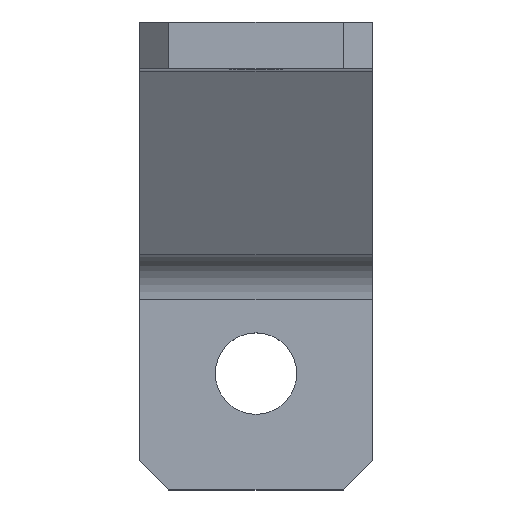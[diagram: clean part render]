
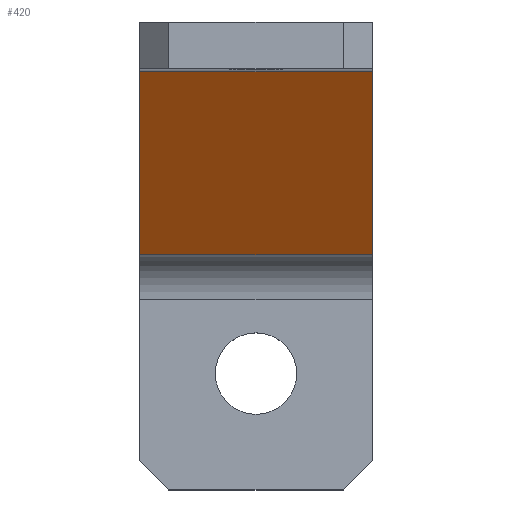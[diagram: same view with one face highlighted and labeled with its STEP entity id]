
A CAD part, top view. The second image highlights one B-rep face of the part: STEP entity #420.
In plain terms, the highlighted planar face has unit normal (0, -0.966, 0.259).
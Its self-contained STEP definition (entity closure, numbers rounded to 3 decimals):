
#37=PLANE('',#468);
#56=FACE_OUTER_BOUND('',#83,.T.);
#83=EDGE_LOOP('',(#372,#373,#374,#375));
#119=LINE('',#678,#162);
#127=LINE('',#701,#170);
#128=LINE('',#705,#171);
#129=LINE('',#706,#172);
#162=VECTOR('',#551,120.846);
#170=VECTOR('',#575,40.);
#171=VECTOR('',#580,40.);
#172=VECTOR('',#581,120.846);
#215=VERTEX_POINT('',#675);
#216=VERTEX_POINT('',#677);
#223=VERTEX_POINT('',#700);
#224=VERTEX_POINT('',#704);
#264=EDGE_CURVE('',#216,#215,#119,.T.);
#276=EDGE_CURVE('',#223,#216,#127,.T.);
#278=EDGE_CURVE('',#224,#215,#128,.T.);
#279=EDGE_CURVE('',#224,#223,#129,.T.);
#372=ORIENTED_EDGE('',*,*,#264,.T.);
#373=ORIENTED_EDGE('',*,*,#278,.F.);
#374=ORIENTED_EDGE('',*,*,#279,.T.);
#375=ORIENTED_EDGE('',*,*,#276,.T.);
#420=ADVANCED_FACE('',(#56),#37,.T.);
#468=AXIS2_PLACEMENT_3D('',#703,#578,#579);
#551=DIRECTION('',(0.,-0.259,-0.966));
#575=DIRECTION('',(-1.,0.,0.));
#578=DIRECTION('center_axis',(0.,-0.966,
0.259));
#579=DIRECTION('ref_axis',(0.,-0.259,-0.966));
#580=DIRECTION('',(-1.,0.,0.));
#581=DIRECTION('',(0.,0.259,0.966));
#675=CARTESIAN_POINT('',(40.,20.45,13.929));
#677=CARTESIAN_POINT('',(40.,51.727,130.658));
#678=CARTESIAN_POINT('',(40.,51.727,130.658));
#700=CARTESIAN_POINT('',(80.,51.727,130.658));
#701=CARTESIAN_POINT('',(80.,51.727,130.658));
#703=CARTESIAN_POINT('Origin',(80.,51.727,130.658));
#704=CARTESIAN_POINT('',(80.,20.45,13.929));
#705=CARTESIAN_POINT('',(80.,20.45,13.929));
#706=CARTESIAN_POINT('',(80.,20.45,13.929));
